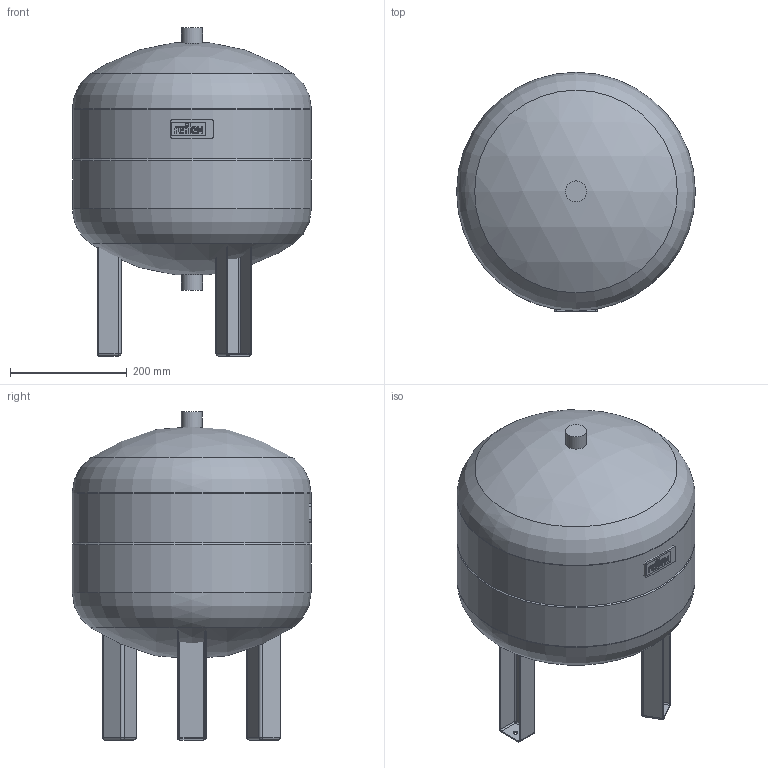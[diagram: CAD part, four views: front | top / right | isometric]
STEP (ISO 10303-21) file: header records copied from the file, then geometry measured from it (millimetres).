
FILE_DESCRIPTION(/* description */ (''),/* implementation_level */ '2;1');
FILE_NAME(/* name */ '3d_IntermediatevesselsV40_10bar-8303400.stp',/* time_stamp */ '2018-10-19T12:26:34+02:00',/* author */ ('Andrzej'),/* organization */ (''),/* preprocessor_version */ 'ST-DEVELOPER v16.13',/* originating_system */ 'AutoCAD Mechanical',/* authorisation */ '');
FILE_SCHEMA (('AUTOMOTIVE_DESIGN { 1 0 10303 214 3 1 1 }'));
Length unit declared in the file: millimetre
Products named in the file (1): Product
Bounding box: 409 x 410.3 x 562 mm (x, y, z)
Volume: 42468101.9 mm3; surface area: 1344042.9 mm2
Topology: 16 solids, 16 shells, 294 faces, 725 edges, 453 vertices
Faces by surface type: plane 137, cylinder 128, torus 14, sphere 14, cone 1
Full cylindrical faces by diameter (mm): 8.5 x3, 36 x2, 409 x4
Entity records: 8577 total; most frequent: DIRECTION 1566, CARTESIAN_POINT 1445, ORIENTED_EDGE 1398, EDGE_CURVE 699, AXIS2_PLACEMENT_3D 572, VERTEX_POINT 451, LINE 422, VECTOR 422
